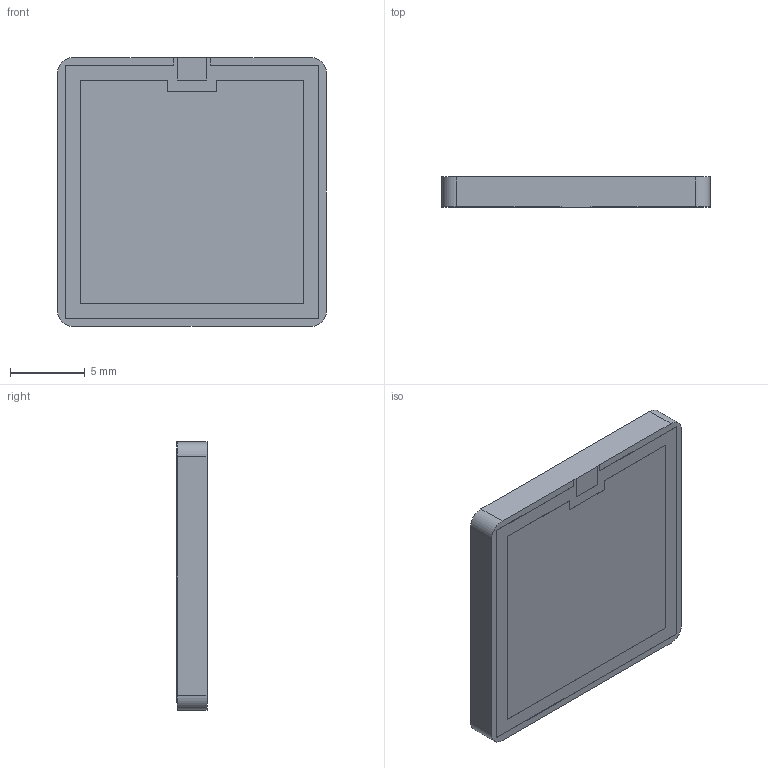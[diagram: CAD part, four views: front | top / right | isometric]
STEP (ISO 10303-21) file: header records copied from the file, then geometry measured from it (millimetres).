
FILE_DESCRIPTION (( 'STEP AP214' ), '1' );
FILE_NAME ('DSGP.1575.18.2.A.02.STEP', '2018-10-29T07:28:52', ( '' ), ( '' ), 'SwSTEP 2.0', 'SolidWorks 2017', '' );
FILE_SCHEMA (( 'AUTOMOTIVE_DESIGN' ));
Length unit declared in the file: millimetre
Products named in the file (1): DSGP.1575.18.2.A.02
Bounding box: 18 x 2.05 x 18 mm (x, y, z)
Volume: 656.7 mm3; surface area: 790.6 mm2
Topology: 1 solids, 1 shells, 316 faces, 855 edges, 570 vertices
Faces by surface type: plane 178, bspline 130, cylinder 8
Entity records: 13901 total; most frequent: CARTESIAN_POINT 6784, ORIENTED_EDGE 1710, DIRECTION 985, EDGE_CURVE 855, LINE 579, VECTOR 579, VERTEX_POINT 570, EDGE_LOOP 345
